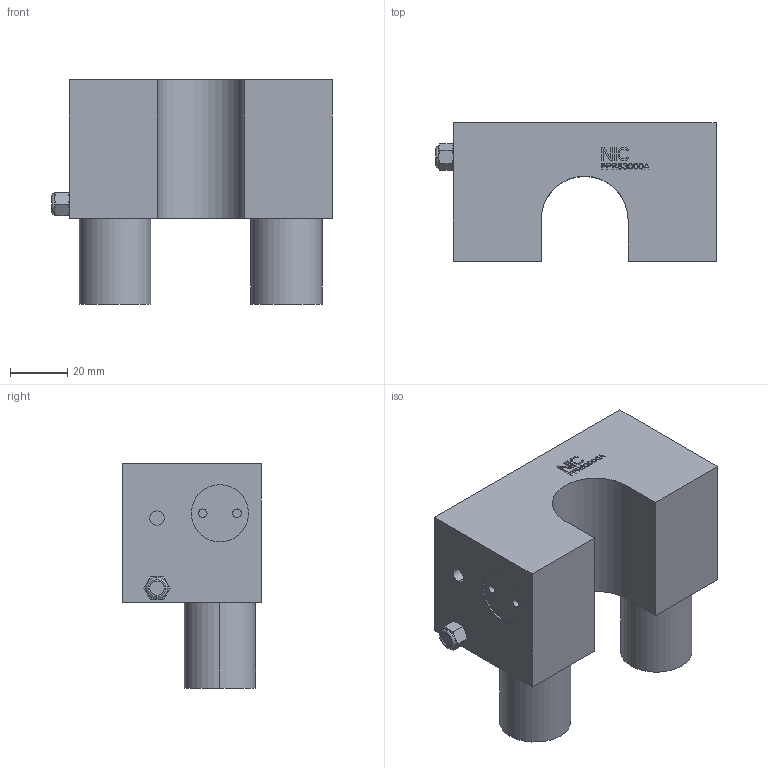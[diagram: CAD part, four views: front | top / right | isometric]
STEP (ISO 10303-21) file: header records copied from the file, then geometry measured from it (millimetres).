
FILE_DESCRIPTION((''),'2;1');
FILE_NAME('FPRS3000A','2025-05-19T08:49:46',('lx'),(''),'CREO PARAMETRIC BY PTC INC, 2018100','CREO PARAMETRIC BY PTC INC, 2018100','');
FILE_SCHEMA(('CONFIG_CONTROL_DESIGN'));
Length unit declared in the file: millimetre
Products named in the file (1): FPRS3000A
Bounding box: 98 x 48.5 x 78.5 mm (x, y, z)
Volume: 189678.9 mm3; surface area: 34209.8 mm2
Topology: 1 solids, 4 shells, 488 faces, 1320 edges, 875 vertices
Faces by surface type: plane 425, cylinder 43, cone 16, torus 2, sphere 2
Entity records: 15188 total; most frequent: CARTESIAN_POINT 2795, ORIENTED_EDGE 2636, DIRECTION 2386, EDGE_CURVE 1318, VECTOR 1178, LINE 1178, VERTEX_POINT 875, AXIS2_PLACEMENT_3D 604
